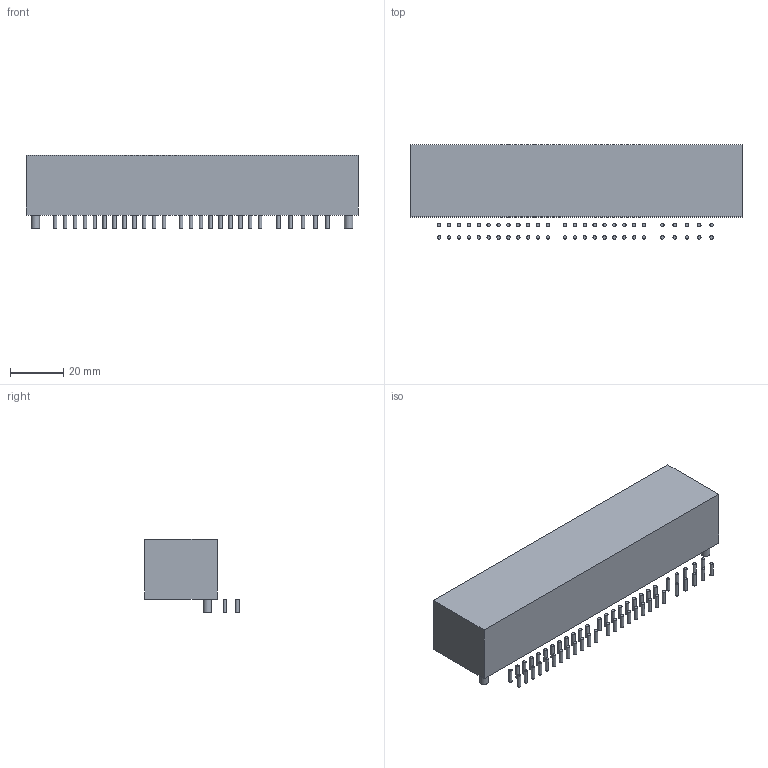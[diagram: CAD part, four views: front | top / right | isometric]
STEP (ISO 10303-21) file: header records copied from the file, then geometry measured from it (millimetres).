
FILE_DESCRIPTION(('FreeCAD Model'),'2;1');
FILE_NAME('12480701.1.4.stp','2020-06-21T11:18:07',( 'Author'),(''),'Open CASCADE STEP processor 6.9','FreeCAD','Unknown' );
FILE_SCHEMA(('AUTOMOTIVE_DESIGN { 1 0 10303 214 1 1 1 1 }'));
Length unit declared in the file: millimetre
Products named in the file (3): ASSEMBLY; Body; Leads
Assembly tree (55 placements, depth 2):
  ASSEMBLY
    Body
    Leads  x54
Bounding box: 124.3 x 35.25 x 27.5 mm (x, y, z)
Volume: 98477.4 mm3; surface area: 86565.9 mm2
Topology: 2917 solids, 2917 shells, 8754 faces, 8760 edges, 5840 vertices
Faces by surface type: plane 5838, cylinder 2916
Full cylindrical faces by diameter (mm): 1.3 x2808, 3.15 x108
Entity records: 6249 total; most frequent: DIRECTION 1078, CARTESIAN_POINT 862, ORIENTED_EDGE 348, PCURVE 348, DEFINITIONAL_REPRESENTATION 348, AXIS2_PLACEMENT_3D 332, LINE 306, VECTOR 306
